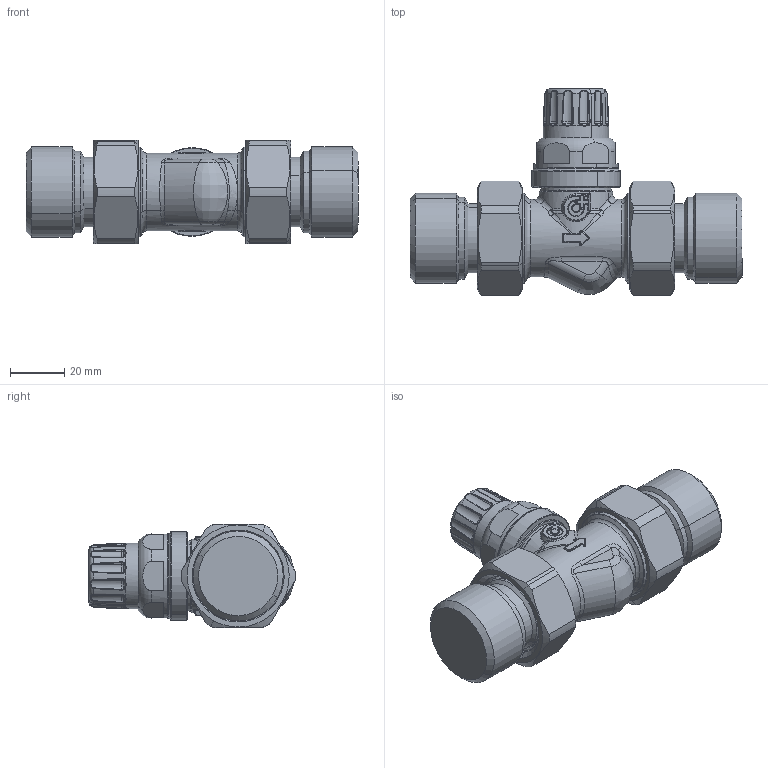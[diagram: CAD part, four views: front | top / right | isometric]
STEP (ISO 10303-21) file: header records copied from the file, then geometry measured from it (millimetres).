
FILE_DESCRIPTION(('CATIA V5 STEP Exchange'),'2;1');
FILE_NAME('STEP_676060_-_TST.stp','2019-01-28T07:09:21+00:00',('none'),('none'),'CATIA Version 5-6 Release 2016 SP4','CATIA V5 STEP AP203','none');
FILE_SCHEMA(('CONFIG_CONTROL_DESIGN'));
Length unit declared in the file: millimetre
Products named in the file (1): 676060 - TST
Bounding box: 122 x 75.92 x 38 mm (x, y, z)
Volume: 130486 mm3; surface area: 26488.2 mm2
Topology: 1 solids, 1 shells, 685 faces, 1614 edges, 929 vertices
Faces by surface type: bspline 256, cylinder 148, cone 96, plane 84, torus 70, revolution 17, sphere 14
Entity records: 31495 total; most frequent: CARTESIAN_POINT 19050, ORIENTED_EDGE 3196, EDGE_CURVE 1598, DIRECTION 1352, VERTEX_POINT 929, B_SPLINE_CURVE_WITH_KNOTS 860, AXIS2_PLACEMENT_3D 718, EDGE_LOOP 699
